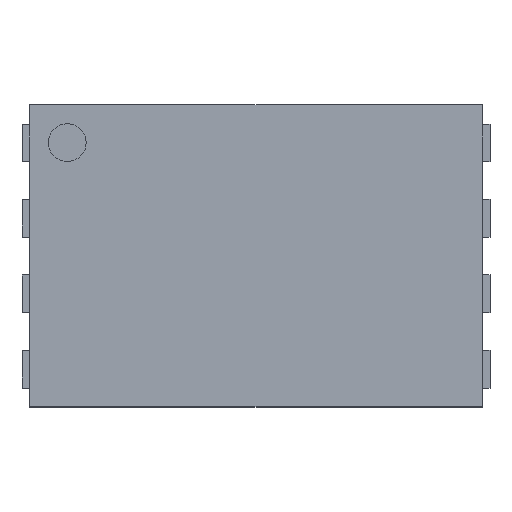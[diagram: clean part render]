
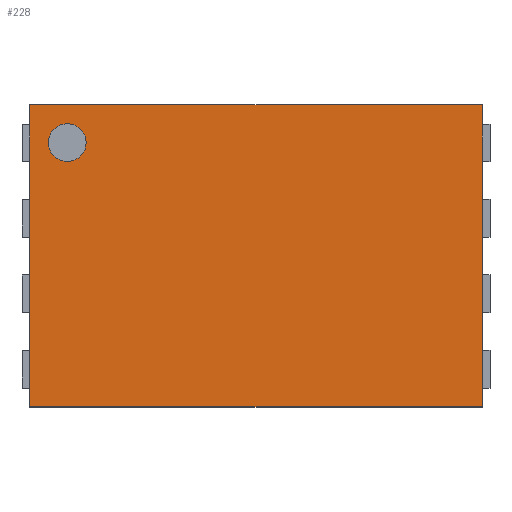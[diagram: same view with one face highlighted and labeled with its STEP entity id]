
A CAD part, top view. The second image highlights one B-rep face of the part: STEP entity #228.
In plain terms, the highlighted planar face has unit normal (0, 0, 1).
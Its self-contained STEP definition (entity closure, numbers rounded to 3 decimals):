
#39 = VERTEX_POINT('',#40);
#40 = CARTESIAN_POINT('',(-1.5,-1.,1.05));
#47 = PLANE('',#48);
#48 = AXIS2_PLACEMENT_3D('',#49,#50,#51);
#49 = CARTESIAN_POINT('',(-1.5,-1.,0.05));
#50 = DIRECTION('',(1.,0.,0.));
#51 = DIRECTION('',(0.,0.,1.));
#59 = PLANE('',#60);
#60 = AXIS2_PLACEMENT_3D('',#61,#62,#63);
#61 = CARTESIAN_POINT('',(-1.5,-1.,0.05));
#62 = DIRECTION('',(0.,1.,0.));
#63 = DIRECTION('',(0.,0.,1.));
#100 = VERTEX_POINT('',#101);
#101 = CARTESIAN_POINT('',(-1.5,1.,1.05));
#115 = PLANE('',#116);
#116 = AXIS2_PLACEMENT_3D('',#117,#118,#119);
#117 = CARTESIAN_POINT('',(-1.5,1.,0.05));
#118 = DIRECTION('',(0.,1.,0.));
#119 = DIRECTION('',(0.,0.,1.));
#127 = EDGE_CURVE('',#39,#100,#128,.T.);
#128 = SURFACE_CURVE('',#129,(#133,#140),.PCURVE_S1.);
#129 = LINE('',#130,#131);
#130 = CARTESIAN_POINT('',(-1.5,-1.,1.05));
#131 = VECTOR('',#132,1.);
#132 = DIRECTION('',(0.,1.,0.));
#133 = PCURVE('',#47,#134);
#134 = DEFINITIONAL_REPRESENTATION('',(#135),#139);
#135 = LINE('',#136,#137);
#136 = CARTESIAN_POINT('',(1.,0.));
#137 = VECTOR('',#138,1.);
#138 = DIRECTION('',(0.,-1.));
#139 = ( GEOMETRIC_REPRESENTATION_CONTEXT(2) 
PARAMETRIC_REPRESENTATION_CONTEXT() REPRESENTATION_CONTEXT('2D SPACE',''
  ) );
#140 = PCURVE('',#141,#146);
#141 = PLANE('',#142);
#142 = AXIS2_PLACEMENT_3D('',#143,#144,#145);
#143 = CARTESIAN_POINT('',(-1.5,-1.,1.05));
#144 = DIRECTION('',(0.,0.,1.));
#145 = DIRECTION('',(1.,0.,0.));
#146 = DEFINITIONAL_REPRESENTATION('',(#147),#151);
#147 = LINE('',#148,#149);
#148 = CARTESIAN_POINT('',(0.,0.));
#149 = VECTOR('',#150,1.);
#150 = DIRECTION('',(0.,1.));
#151 = ( GEOMETRIC_REPRESENTATION_CONTEXT(2) 
PARAMETRIC_REPRESENTATION_CONTEXT() REPRESENTATION_CONTEXT('2D SPACE',''
  ) );
#180 = EDGE_CURVE('',#39,#181,#183,.T.);
#181 = VERTEX_POINT('',#182);
#182 = CARTESIAN_POINT('',(1.5,-1.,1.05));
#183 = SURFACE_CURVE('',#184,(#188,#195),.PCURVE_S1.);
#184 = LINE('',#185,#186);
#185 = CARTESIAN_POINT('',(-1.5,-1.,1.05));
#186 = VECTOR('',#187,1.);
#187 = DIRECTION('',(1.,0.,0.));
#188 = PCURVE('',#59,#189);
#189 = DEFINITIONAL_REPRESENTATION('',(#190),#194);
#190 = LINE('',#191,#192);
#191 = CARTESIAN_POINT('',(1.,0.));
#192 = VECTOR('',#193,1.);
#193 = DIRECTION('',(0.,1.));
#194 = ( GEOMETRIC_REPRESENTATION_CONTEXT(2) 
PARAMETRIC_REPRESENTATION_CONTEXT() REPRESENTATION_CONTEXT('2D SPACE',''
  ) );
#195 = PCURVE('',#141,#196);
#196 = DEFINITIONAL_REPRESENTATION('',(#197),#201);
#197 = LINE('',#198,#199);
#198 = CARTESIAN_POINT('',(0.,0.));
#199 = VECTOR('',#200,1.);
#200 = DIRECTION('',(1.,0.));
#201 = ( GEOMETRIC_REPRESENTATION_CONTEXT(2) 
PARAMETRIC_REPRESENTATION_CONTEXT() REPRESENTATION_CONTEXT('2D SPACE',''
  ) );
#217 = PLANE('',#218);
#218 = AXIS2_PLACEMENT_3D('',#219,#220,#221);
#219 = CARTESIAN_POINT('',(1.5,-1.,0.05));
#220 = DIRECTION('',(1.,0.,0.));
#221 = DIRECTION('',(0.,0.,1.));
#228 = ADVANCED_FACE('',(#229,#277),#141,.T.);
#229 = FACE_BOUND('',#230,.T.);
#230 = EDGE_LOOP('',(#231,#232,#233,#256));
#231 = ORIENTED_EDGE('',*,*,#127,.F.);
#232 = ORIENTED_EDGE('',*,*,#180,.T.);
#233 = ORIENTED_EDGE('',*,*,#234,.T.);
#234 = EDGE_CURVE('',#181,#235,#237,.T.);
#235 = VERTEX_POINT('',#236);
#236 = CARTESIAN_POINT('',(1.5,1.,1.05));
#237 = SURFACE_CURVE('',#238,(#242,#249),.PCURVE_S1.);
#238 = LINE('',#239,#240);
#239 = CARTESIAN_POINT('',(1.5,-1.,1.05));
#240 = VECTOR('',#241,1.);
#241 = DIRECTION('',(0.,1.,0.));
#242 = PCURVE('',#141,#243);
#243 = DEFINITIONAL_REPRESENTATION('',(#244),#248);
#244 = LINE('',#245,#246);
#245 = CARTESIAN_POINT('',(3.,0.));
#246 = VECTOR('',#247,1.);
#247 = DIRECTION('',(0.,1.));
#248 = ( GEOMETRIC_REPRESENTATION_CONTEXT(2) 
PARAMETRIC_REPRESENTATION_CONTEXT() REPRESENTATION_CONTEXT('2D SPACE',''
  ) );
#249 = PCURVE('',#217,#250);
#250 = DEFINITIONAL_REPRESENTATION('',(#251),#255);
#251 = LINE('',#252,#253);
#252 = CARTESIAN_POINT('',(1.,0.));
#253 = VECTOR('',#254,1.);
#254 = DIRECTION('',(0.,-1.));
#255 = ( GEOMETRIC_REPRESENTATION_CONTEXT(2) 
PARAMETRIC_REPRESENTATION_CONTEXT() REPRESENTATION_CONTEXT('2D SPACE',''
  ) );
#256 = ORIENTED_EDGE('',*,*,#257,.F.);
#257 = EDGE_CURVE('',#100,#235,#258,.T.);
#258 = SURFACE_CURVE('',#259,(#263,#270),.PCURVE_S1.);
#259 = LINE('',#260,#261);
#260 = CARTESIAN_POINT('',(-1.5,1.,1.05));
#261 = VECTOR('',#262,1.);
#262 = DIRECTION('',(1.,0.,0.));
#263 = PCURVE('',#141,#264);
#264 = DEFINITIONAL_REPRESENTATION('',(#265),#269);
#265 = LINE('',#266,#267);
#266 = CARTESIAN_POINT('',(0.,2.));
#267 = VECTOR('',#268,1.);
#268 = DIRECTION('',(1.,0.));
#269 = ( GEOMETRIC_REPRESENTATION_CONTEXT(2) 
PARAMETRIC_REPRESENTATION_CONTEXT() REPRESENTATION_CONTEXT('2D SPACE',''
  ) );
#270 = PCURVE('',#115,#271);
#271 = DEFINITIONAL_REPRESENTATION('',(#272),#276);
#272 = LINE('',#273,#274);
#273 = CARTESIAN_POINT('',(1.,0.));
#274 = VECTOR('',#275,1.);
#275 = DIRECTION('',(0.,1.));
#276 = ( GEOMETRIC_REPRESENTATION_CONTEXT(2) 
PARAMETRIC_REPRESENTATION_CONTEXT() REPRESENTATION_CONTEXT('2D SPACE',''
  ) );
#277 = FACE_BOUND('',#278,.T.);
#278 = EDGE_LOOP('',(#279));
#279 = ORIENTED_EDGE('',*,*,#280,.F.);
#280 = EDGE_CURVE('',#281,#281,#283,.T.);
#281 = VERTEX_POINT('',#282);
#282 = CARTESIAN_POINT('',(-1.125,0.75,1.05));
#283 = SURFACE_CURVE('',#284,(#289,#296),.PCURVE_S1.);
#284 = CIRCLE('',#285,0.125);
#285 = AXIS2_PLACEMENT_3D('',#286,#287,#288);
#286 = CARTESIAN_POINT('',(-1.25,0.75,1.05));
#287 = DIRECTION('',(0.,0.,1.));
#288 = DIRECTION('',(1.,0.,0.));
#289 = PCURVE('',#141,#290);
#290 = DEFINITIONAL_REPRESENTATION('',(#291),#295);
#291 = CIRCLE('',#292,0.125);
#292 = AXIS2_PLACEMENT_2D('',#293,#294);
#293 = CARTESIAN_POINT('',(0.25,1.75));
#294 = DIRECTION('',(1.,0.));
#295 = ( GEOMETRIC_REPRESENTATION_CONTEXT(2) 
PARAMETRIC_REPRESENTATION_CONTEXT() REPRESENTATION_CONTEXT('2D SPACE',''
  ) );
#296 = PCURVE('',#297,#302);
#297 = CYLINDRICAL_SURFACE('',#298,0.125);
#298 = AXIS2_PLACEMENT_3D('',#299,#300,#301);
#299 = CARTESIAN_POINT('',(-1.25,0.75,0.945));
#300 = DIRECTION('',(0.,0.,1.));
#301 = DIRECTION('',(1.,0.,0.));
#302 = DEFINITIONAL_REPRESENTATION('',(#303),#307);
#303 = LINE('',#304,#305);
#304 = CARTESIAN_POINT('',(0.,0.105));
#305 = VECTOR('',#306,1.);
#306 = DIRECTION('',(1.,0.));
#307 = ( GEOMETRIC_REPRESENTATION_CONTEXT(2) 
PARAMETRIC_REPRESENTATION_CONTEXT() REPRESENTATION_CONTEXT('2D SPACE',''
  ) );
